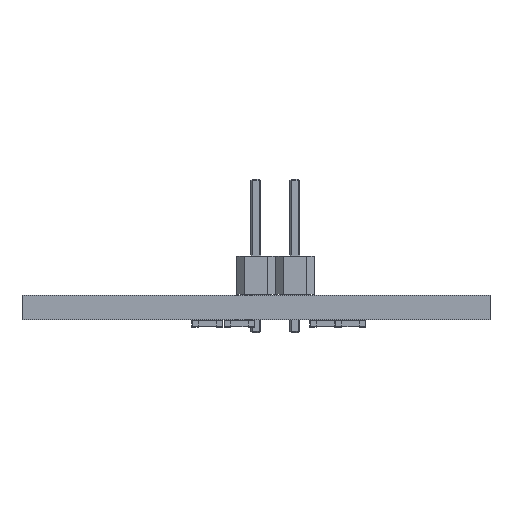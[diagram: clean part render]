
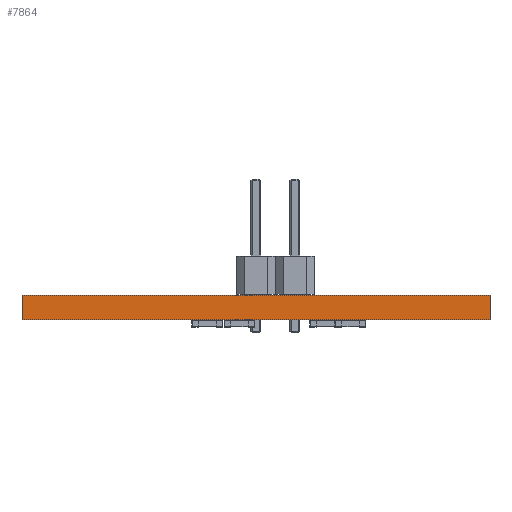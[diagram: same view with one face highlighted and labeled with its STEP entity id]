
A CAD part, front view. The second image highlights one B-rep face of the part: STEP entity #7864.
In plain terms, the highlighted planar face has unit normal (0, -1, 0).
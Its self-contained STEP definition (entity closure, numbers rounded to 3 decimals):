
#5490 = PLANE('',#5491);
#5491 = AXIS2_PLACEMENT_3D('',#5492,#5493,#5494);
#5492 = CARTESIAN_POINT('',(0.,0.,0.));
#5493 = DIRECTION('',(-1.,0.,0.));
#5494 = DIRECTION('',(0.,1.,0.));
#5518 = PLANE('',#5519);
#5519 = AXIS2_PLACEMENT_3D('',#5520,#5521,#5522);
#5520 = CARTESIAN_POINT('',(15.24,20.066,1.6));
#5521 = DIRECTION('',(-0.,-0.,-1.));
#5522 = DIRECTION('',(-1.,0.,0.));
#5546 = PLANE('',#5547);
#5547 = AXIS2_PLACEMENT_3D('',#5548,#5549,#5550);
#5548 = CARTESIAN_POINT('',(30.48,40.132,0.));
#5549 = DIRECTION('',(1.,0.,-0.));
#5550 = DIRECTION('',(0.,-1.,0.));
#5572 = PLANE('',#5573);
#5573 = AXIS2_PLACEMENT_3D('',#5574,#5575,#5576);
#5574 = CARTESIAN_POINT('',(15.24,20.066,0.));
#5575 = DIRECTION('',(-0.,-0.,-1.));
#5576 = DIRECTION('',(-1.,0.,0.));
#5587 = EDGE_CURVE('',#5588,#5590,#5592,.T.);
#5588 = VERTEX_POINT('',#5589);
#5589 = CARTESIAN_POINT('',(0.,-0.,0.));
#5590 = VERTEX_POINT('',#5591);
#5591 = CARTESIAN_POINT('',(0.,0.,1.6));
#5592 = SURFACE_CURVE('',#5593,(#5597,#5604),.PCURVE_S1.);
#5593 = LINE('',#5594,#5595);
#5594 = CARTESIAN_POINT('',(0.,-0.,0.));
#5595 = VECTOR('',#5596,1.);
#5596 = DIRECTION('',(0.,0.,1.));
#5597 = PCURVE('',#5490,#5598);
#5598 = DEFINITIONAL_REPRESENTATION('',(#5599),#5603);
#5599 = LINE('',#5600,#5601);
#5600 = CARTESIAN_POINT('',(0.,0.));
#5601 = VECTOR('',#5602,1.);
#5602 = DIRECTION('',(0.,-1.));
#5603 = ( GEOMETRIC_REPRESENTATION_CONTEXT(2) 
PARAMETRIC_REPRESENTATION_CONTEXT() REPRESENTATION_CONTEXT('2D SPACE',''
  ) );
#5604 = PCURVE('',#5605,#5610);
#5605 = PLANE('',#5606);
#5606 = AXIS2_PLACEMENT_3D('',#5607,#5608,#5609);
#5607 = CARTESIAN_POINT('',(30.48,0.,0.));
#5608 = DIRECTION('',(0.,-1.,0.));
#5609 = DIRECTION('',(-1.,0.,0.));
#5610 = DEFINITIONAL_REPRESENTATION('',(#5611),#5615);
#5611 = LINE('',#5612,#5613);
#5612 = CARTESIAN_POINT('',(30.48,0.));
#5613 = VECTOR('',#5614,1.);
#5614 = DIRECTION('',(0.,-1.));
#5615 = ( GEOMETRIC_REPRESENTATION_CONTEXT(2) 
PARAMETRIC_REPRESENTATION_CONTEXT() REPRESENTATION_CONTEXT('2D SPACE',''
  ) );
#5665 = VERTEX_POINT('',#5666);
#5666 = CARTESIAN_POINT('',(30.48,0.,1.6));
#5687 = EDGE_CURVE('',#5688,#5665,#5690,.T.);
#5688 = VERTEX_POINT('',#5689);
#5689 = CARTESIAN_POINT('',(30.48,-0.,0.));
#5690 = SURFACE_CURVE('',#5691,(#5695,#5702),.PCURVE_S1.);
#5691 = LINE('',#5692,#5693);
#5692 = CARTESIAN_POINT('',(30.48,-0.,0.));
#5693 = VECTOR('',#5694,1.);
#5694 = DIRECTION('',(0.,0.,1.));
#5695 = PCURVE('',#5546,#5696);
#5696 = DEFINITIONAL_REPRESENTATION('',(#5697),#5701);
#5697 = LINE('',#5698,#5699);
#5698 = CARTESIAN_POINT('',(40.132,0.));
#5699 = VECTOR('',#5700,1.);
#5700 = DIRECTION('',(0.,-1.));
#5701 = ( GEOMETRIC_REPRESENTATION_CONTEXT(2) 
PARAMETRIC_REPRESENTATION_CONTEXT() REPRESENTATION_CONTEXT('2D SPACE',''
  ) );
#5702 = PCURVE('',#5605,#5703);
#5703 = DEFINITIONAL_REPRESENTATION('',(#5704),#5708);
#5704 = LINE('',#5705,#5706);
#5705 = CARTESIAN_POINT('',(0.,0.));
#5706 = VECTOR('',#5707,1.);
#5707 = DIRECTION('',(0.,-1.));
#5708 = ( GEOMETRIC_REPRESENTATION_CONTEXT(2) 
PARAMETRIC_REPRESENTATION_CONTEXT() REPRESENTATION_CONTEXT('2D SPACE',''
  ) );
#5736 = EDGE_CURVE('',#5688,#5588,#5737,.T.);
#5737 = SURFACE_CURVE('',#5738,(#5742,#5749),.PCURVE_S1.);
#5738 = LINE('',#5739,#5740);
#5739 = CARTESIAN_POINT('',(30.48,-0.,0.));
#5740 = VECTOR('',#5741,1.);
#5741 = DIRECTION('',(-1.,0.,0.));
#5742 = PCURVE('',#5572,#5743);
#5743 = DEFINITIONAL_REPRESENTATION('',(#5744),#5748);
#5744 = LINE('',#5745,#5746);
#5745 = CARTESIAN_POINT('',(-15.24,-20.066));
#5746 = VECTOR('',#5747,1.);
#5747 = DIRECTION('',(1.,0.));
#5748 = ( GEOMETRIC_REPRESENTATION_CONTEXT(2) 
PARAMETRIC_REPRESENTATION_CONTEXT() REPRESENTATION_CONTEXT('2D SPACE',''
  ) );
#5749 = PCURVE('',#5605,#5750);
#5750 = DEFINITIONAL_REPRESENTATION('',(#5751),#5755);
#5751 = LINE('',#5752,#5753);
#5752 = CARTESIAN_POINT('',(0.,0.));
#5753 = VECTOR('',#5754,1.);
#5754 = DIRECTION('',(1.,0.));
#5755 = ( GEOMETRIC_REPRESENTATION_CONTEXT(2) 
PARAMETRIC_REPRESENTATION_CONTEXT() REPRESENTATION_CONTEXT('2D SPACE',''
  ) );
#6883 = EDGE_CURVE('',#5665,#5590,#6884,.T.);
#6884 = SURFACE_CURVE('',#6885,(#6889,#6896),.PCURVE_S1.);
#6885 = LINE('',#6886,#6887);
#6886 = CARTESIAN_POINT('',(30.48,0.,1.6));
#6887 = VECTOR('',#6888,1.);
#6888 = DIRECTION('',(-1.,0.,0.));
#6889 = PCURVE('',#5518,#6890);
#6890 = DEFINITIONAL_REPRESENTATION('',(#6891),#6895);
#6891 = LINE('',#6892,#6893);
#6892 = CARTESIAN_POINT('',(-15.24,-20.066));
#6893 = VECTOR('',#6894,1.);
#6894 = DIRECTION('',(1.,0.));
#6895 = ( GEOMETRIC_REPRESENTATION_CONTEXT(2) 
PARAMETRIC_REPRESENTATION_CONTEXT() REPRESENTATION_CONTEXT('2D SPACE',''
  ) );
#6896 = PCURVE('',#5605,#6897);
#6897 = DEFINITIONAL_REPRESENTATION('',(#6898),#6902);
#6898 = LINE('',#6899,#6900);
#6899 = CARTESIAN_POINT('',(0.,-1.6));
#6900 = VECTOR('',#6901,1.);
#6901 = DIRECTION('',(1.,0.));
#6902 = ( GEOMETRIC_REPRESENTATION_CONTEXT(2) 
PARAMETRIC_REPRESENTATION_CONTEXT() REPRESENTATION_CONTEXT('2D SPACE',''
  ) );
#7864 = ADVANCED_FACE('',(#7865),#5605,.T.);
#7865 = FACE_BOUND('',#7866,.T.);
#7866 = EDGE_LOOP('',(#7867,#7868,#7869,#7870));
#7867 = ORIENTED_EDGE('',*,*,#5687,.T.);
#7868 = ORIENTED_EDGE('',*,*,#6883,.T.);
#7869 = ORIENTED_EDGE('',*,*,#5587,.F.);
#7870 = ORIENTED_EDGE('',*,*,#5736,.F.);
